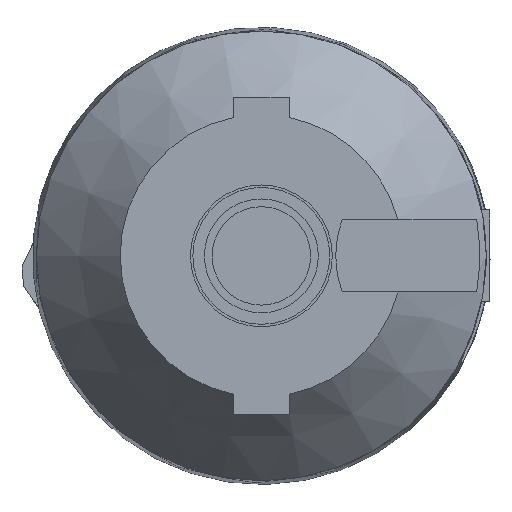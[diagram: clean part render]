
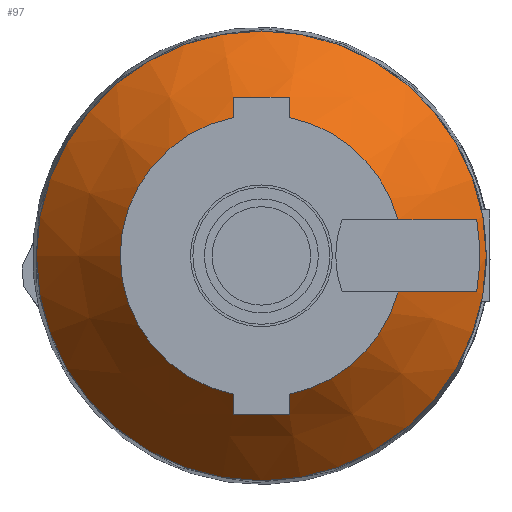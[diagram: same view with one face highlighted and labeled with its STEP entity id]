
A CAD part, front view. The second image highlights one B-rep face of the part: STEP entity #97.
In plain terms, the highlighted conical face has half-angle 40 degrees and reference radius 68.5 mm.
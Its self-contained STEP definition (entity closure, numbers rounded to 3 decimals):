
#97 = ADVANCED_FACE( '', ( #178, #179 ), #180, .T. );
#178 = FACE_BOUND( '', #321, .T. );
#179 = FACE_OUTER_BOUND( '', #322, .T. );
#180 = CONICAL_SURFACE( '', #323, 68.5, 0.698 );
#321 = EDGE_LOOP( '', ( #570, #571, #572, #573, #574, #575, #576, #577, #578, #579, #580, #581 ) );
#322 = EDGE_LOOP( '', ( #582 ) );
#323 = AXIS2_PLACEMENT_3D( '', #583, #584, #585 );
#570 = ORIENTED_EDGE( '', *, *, #834, .F. );
#571 = ORIENTED_EDGE( '', *, *, #835, .T. );
#572 = ORIENTED_EDGE( '', *, *, #836, .F. );
#573 = ORIENTED_EDGE( '', *, *, #833, .F. );
#574 = ORIENTED_EDGE( '', *, *, #811, .F. );
#575 = ORIENTED_EDGE( '', *, *, #808, .F. );
#576 = ORIENTED_EDGE( '', *, *, #817, .F. );
#577 = ORIENTED_EDGE( '', *, *, #832, .F. );
#578 = ORIENTED_EDGE( '', *, *, #814, .F. );
#579 = ORIENTED_EDGE( '', *, *, #837, .F. );
#580 = ORIENTED_EDGE( '', *, *, #838, .F. );
#581 = ORIENTED_EDGE( '', *, *, #829, .F. );
#582 = ORIENTED_EDGE( '', *, *, #839, .T. );
#583 = CARTESIAN_POINT( '', ( 0., 30.391, 0. ) );
#584 = DIRECTION( '', ( 0., 1., 0. ) );
#585 = DIRECTION( '', ( 0., 0., 1. ) );
#808 = EDGE_CURVE( '', #948, #951, #952, .T. );
#811 = EDGE_CURVE( '', #951, #956, #957, .T. );
#814 = EDGE_CURVE( '', #959, #962, #963, .T. );
#817 = EDGE_CURVE( '', #965, #948, #967, .T. );
#829 = EDGE_CURVE( '', #989, #991, #992, .T. );
#832 = EDGE_CURVE( '', #962, #965, #996, .T. );
#833 = EDGE_CURVE( '', #956, #985, #997, .T. );
#834 = EDGE_CURVE( '', #998, #989, #999, .T. );
#835 = EDGE_CURVE( '', #998, #1000, #1001, .T. );
#836 = EDGE_CURVE( '', #985, #1000, #1002, .T. );
#837 = EDGE_CURVE( '', #1003, #959, #1004, .T. );
#838 = EDGE_CURVE( '', #991, #1003, #1005, .T. );
#839 = EDGE_CURVE( '', #1006, #1006, #1007, .T. );
#948 = VERTEX_POINT( '', #1195 );
#951 = VERTEX_POINT( '', #1199 );
#952 = B_SPLINE_CURVE_WITH_KNOTS( '', 3, ( #1200, #1201, #1202, #1203, #1204, #1205, #1206, #1207, #1208, #1209 ), .UNSPECIFIED., .F., .F., ( 4, 2, 2, 2, 4 ), ( 0.047, 0.051, 0.053, 0.055, 0.064 ), .UNSPECIFIED. );
#956 = VERTEX_POINT( '', #1215 );
#957 = B_SPLINE_CURVE_WITH_KNOTS( '', 3, ( #1216, #1217, #1218, #1219 ), .UNSPECIFIED., .F., .F., ( 4, 4 ), ( 0.049, 0.058 ), .UNSPECIFIED. );
#959 = VERTEX_POINT( '', #1222 );
#962 = VERTEX_POINT( '', #1226 );
#963 = B_SPLINE_CURVE_WITH_KNOTS( '', 3, ( #1227, #1228, #1229, #1230 ), .UNSPECIFIED., .F., .F., ( 4, 4 ), ( 0.049, 0.058 ), .UNSPECIFIED. );
#965 = VERTEX_POINT( '', #1233 );
#967 = B_SPLINE_CURVE_WITH_KNOTS( '', 3, ( #1236, #1237, #1238, #1239 ), .UNSPECIFIED., .F., .F., ( 4, 4 ), ( 0.052, 0.061 ), .UNSPECIFIED. );
#985 = VERTEX_POINT( '', #1257 );
#989 = VERTEX_POINT( '', #1262 );
#991 = VERTEX_POINT( '', #1265 );
#992 = CIRCLE( '', #1266, 42.999 );
#996 = CIRCLE( '', #1272, 42.999 );
#997 = CIRCLE( '', #1273, 42.999 );
#998 = VERTEX_POINT( '', #1274 );
#999 = B_SPLINE_CURVE_WITH_KNOTS( '', 3, ( #1275, #1276, #1277, #1278, #1279, #1280 ), .UNSPECIFIED., .F., .F., ( 4, 2, 4 ), ( 0.024, 0.043, 0.061 ), .UNSPECIFIED. );
#1000 = VERTEX_POINT( '', #1281 );
#1001 = CIRCLE( '', #1282, 66.494 );
#1002 = B_SPLINE_CURVE_WITH_KNOTS( '', 3, ( #1283, #1284, #1285, #1286, #1287, #1288 ), .UNSPECIFIED., .F., .F., ( 4, 2, 4 ), ( 0.051, 0.07, 0.088 ), .UNSPECIFIED. );
#1003 = VERTEX_POINT( '', #1289 );
#1004 = B_SPLINE_CURVE_WITH_KNOTS( '', 3, ( #1290, #1291, #1292, #1293, #1294, #1295, #1296, #1297, #1298, #1299, #1300, #1301, #1302, #1303 ), .UNSPECIFIED., .F., .F., ( 4, 2, 2, 2, 2, 2, 4 ), ( 0.023, 0.025, 0.027, 0.031, 0.034, 0.036, 0.04 ), .UNSPECIFIED. );
#1005 = B_SPLINE_CURVE_WITH_KNOTS( '', 3, ( #1304, #1305, #1306, #1307 ), .UNSPECIFIED., .F., .F., ( 4, 4 ), ( 0.052, 0.061 ), .UNSPECIFIED. );
#1006 = VERTEX_POINT( '', #1308 );
#1007 = CIRCLE( '', #1309, 68.5 );
#1195 = CARTESIAN_POINT( '', ( -8.5, 7.143, -48.25 ) );
#1199 = CARTESIAN_POINT( '', ( 8.5, 7.143, -48.25 ) );
#1200 = CARTESIAN_POINT( '', ( -8.5, 7.143, -48.25 ) );
#1201 = CARTESIAN_POINT( '', ( -7.105, 6.855, -48.25 ) );
#1202 = CARTESIAN_POINT( '', ( -5.692, 6.631, -48.25 ) );
#1203 = CARTESIAN_POINT( '', ( -3.543, 6.406, -48.25 ) );
#1204 = CARTESIAN_POINT( '', ( -2.824, 6.35, -48.25 ) );
#1205 = CARTESIAN_POINT( '', ( -1.394, 6.275, -48.25 ) );
#1206 = CARTESIAN_POINT( '', ( -0.681, 6.257, -48.25 ) );
#1207 = CARTESIAN_POINT( '', ( 2.879, 6.26, -48.25 ) );
#1208 = CARTESIAN_POINT( '', ( 5.701, 6.564, -48.25 ) );
#1209 = CARTESIAN_POINT( '', ( 8.5, 7.143, -48.25 ) );
#1215 = CARTESIAN_POINT( '', ( 8.5, 0., -42.151 ) );
#1216 = CARTESIAN_POINT( '', ( 8.5, 7.143, -48.25 ) );
#1217 = CARTESIAN_POINT( '', ( 8.5, 4.76, -46.219 ) );
#1218 = CARTESIAN_POINT( '', ( 8.5, 2.378, -44.187 ) );
#1219 = CARTESIAN_POINT( '', ( 8.5, 0., -42.151 ) );
#1222 = CARTESIAN_POINT( '', ( -8.5, 7.143, 48.25 ) );
#1226 = CARTESIAN_POINT( '', ( -8.5, 0., 42.151 ) );
#1227 = CARTESIAN_POINT( '', ( -8.5, 7.143, 48.25 ) );
#1228 = CARTESIAN_POINT( '', ( -8.5, 4.76, 46.219 ) );
#1229 = CARTESIAN_POINT( '', ( -8.5, 2.378, 44.187 ) );
#1230 = CARTESIAN_POINT( '', ( -8.5, 0., 42.151 ) );
#1233 = CARTESIAN_POINT( '', ( -8.5, 0., -42.151 ) );
#1236 = CARTESIAN_POINT( '', ( -8.5, 0., -42.151 ) );
#1237 = CARTESIAN_POINT( '', ( -8.5, 2.378, -44.187 ) );
#1238 = CARTESIAN_POINT( '', ( -8.5, 4.76, -46.219 ) );
#1239 = CARTESIAN_POINT( '', ( -8.5, 7.143, -48.25 ) );
#1257 = CARTESIAN_POINT( '', ( 41.568, 0., -11. ) );
#1262 = CARTESIAN_POINT( '', ( 41.568, 0., 11. ) );
#1265 = CARTESIAN_POINT( '', ( 8.5, 0., 42.151 ) );
#1266 = AXIS2_PLACEMENT_3D( '', #1485, #1486, #1487 );
#1272 = AXIS2_PLACEMENT_3D( '', #1490, #1491, #1492 );
#1273 = AXIS2_PLACEMENT_3D( '', #1493, #1494, #1495 );
#1274 = CARTESIAN_POINT( '', ( 65.578, 28., 11. ) );
#1275 = CARTESIAN_POINT( '', ( 65.578, 28., 11. ) );
#1276 = CARTESIAN_POINT( '', ( 61.594, 23.318, 11. ) );
#1277 = CARTESIAN_POINT( '', ( 57.605, 18.641, 11. ) );
#1278 = CARTESIAN_POINT( '', ( 49.607, 9.303, 11. ) );
#1279 = CARTESIAN_POINT( '', ( 45.598, 4.642, 11. ) );
#1280 = CARTESIAN_POINT( '', ( 41.568, 0., 11. ) );
#1281 = CARTESIAN_POINT( '', ( 65.578, 28., -11. ) );
#1282 = AXIS2_PLACEMENT_3D( '', #1496, #1497, #1498 );
#1283 = CARTESIAN_POINT( '', ( 41.568, 0., -11. ) );
#1284 = CARTESIAN_POINT( '', ( 45.598, 4.642, -11. ) );
#1285 = CARTESIAN_POINT( '', ( 49.607, 9.303, -11. ) );
#1286 = CARTESIAN_POINT( '', ( 57.605, 18.641, -11. ) );
#1287 = CARTESIAN_POINT( '', ( 61.594, 23.318, -11. ) );
#1288 = CARTESIAN_POINT( '', ( 65.578, 28., -11. ) );
#1289 = CARTESIAN_POINT( '', ( 8.5, 7.143, 48.25 ) );
#1290 = CARTESIAN_POINT( '', ( 8.5, 7.143, 48.25 ) );
#1291 = CARTESIAN_POINT( '', ( 7.803, 6.999, 48.25 ) );
#1292 = CARTESIAN_POINT( '', ( 7.098, 6.87, 48.25 ) );
#1293 = CARTESIAN_POINT( '', ( 5.682, 6.649, 48.25 ) );
#1294 = CARTESIAN_POINT( '', ( 4.973, 6.556, 48.25 ) );
#1295 = CARTESIAN_POINT( '', ( 2.845, 6.333, 48.25 ) );
#1296 = CARTESIAN_POINT( '', ( 1.424, 6.258, 48.25 ) );
#1297 = CARTESIAN_POINT( '', ( -0.712, 6.258, 48.25 ) );
#1298 = CARTESIAN_POINT( '', ( -1.424, 6.276, 48.25 ) );
#1299 = CARTESIAN_POINT( '', ( -2.851, 6.352, 48.25 ) );
#1300 = CARTESIAN_POINT( '', ( -3.566, 6.408, 48.25 ) );
#1301 = CARTESIAN_POINT( '', ( -5.704, 6.633, 48.25 ) );
#1302 = CARTESIAN_POINT( '', ( -7.111, 6.856, 48.25 ) );
#1303 = CARTESIAN_POINT( '', ( -8.5, 7.143, 48.25 ) );
#1304 = CARTESIAN_POINT( '', ( 8.5, 0., 42.151 ) );
#1305 = CARTESIAN_POINT( '', ( 8.5, 2.378, 44.187 ) );
#1306 = CARTESIAN_POINT( '', ( 8.5, 4.76, 46.219 ) );
#1307 = CARTESIAN_POINT( '', ( 8.5, 7.143, 48.25 ) );
#1308 = CARTESIAN_POINT( '', ( 0., 30.391, -68.5 ) );
#1309 = AXIS2_PLACEMENT_3D( '', #1499, #1500, #1501 );
#1485 = CARTESIAN_POINT( '', ( 0., 0., 0. ) );
#1486 = DIRECTION( '', ( 0., -1., 0. ) );
#1487 = DIRECTION( '', ( 0., 0., -1. ) );
#1490 = CARTESIAN_POINT( '', ( 0., 0., 0. ) );
#1491 = DIRECTION( '', ( 0., -1., 0. ) );
#1492 = DIRECTION( '', ( 0., 0., -1. ) );
#1493 = CARTESIAN_POINT( '', ( 0., 0., 0. ) );
#1494 = DIRECTION( '', ( 0., -1., 0. ) );
#1495 = DIRECTION( '', ( 0., 0., -1. ) );
#1496 = CARTESIAN_POINT( '', ( 0., 28., 0. ) );
#1497 = DIRECTION( '', ( 0., 1., 0. ) );
#1498 = DIRECTION( '', ( 0., 0., 1. ) );
#1499 = CARTESIAN_POINT( '', ( 0., 30.391, 0. ) );
#1500 = DIRECTION( '', ( 0., -1., 0. ) );
#1501 = DIRECTION( '', ( 0., 0., -1. ) );
